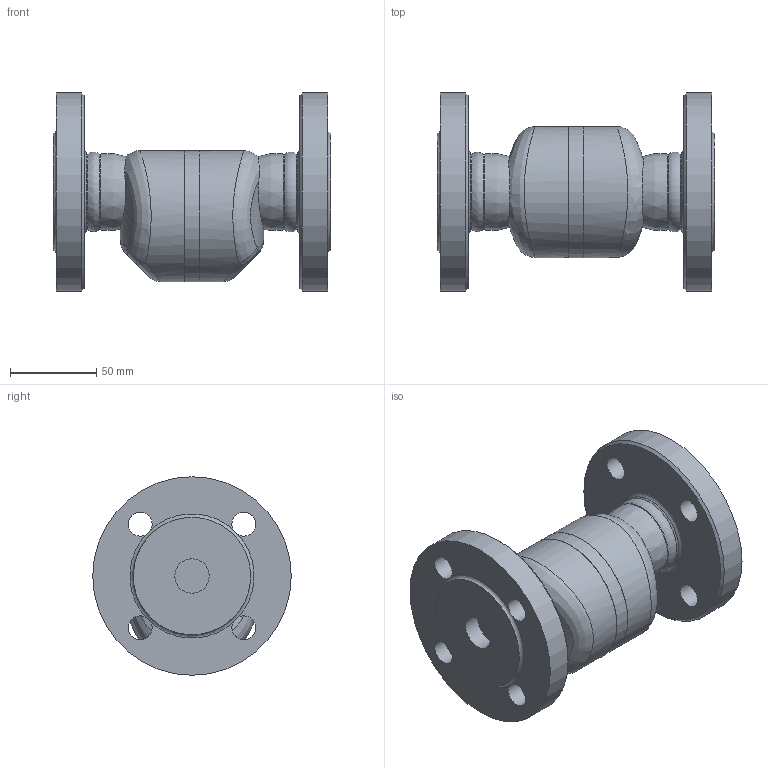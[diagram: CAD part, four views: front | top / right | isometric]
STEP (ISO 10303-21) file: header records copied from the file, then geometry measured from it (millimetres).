
FILE_DESCRIPTION((''),'2;1');
FILE_NAME('ss3n0-025-e0025-00.stp','2009-12-22T13:20:32',('nakaot'),(''),'Autodesk Inventor 2008','Autodesk Inventor 2008','');
FILE_SCHEMA(('AUTOMOTIVE_DESIGN { 1 0 10303 214 1 1 1 1 }'));
Length unit declared in the file: millimetre
Products named in the file (1): ss3n0-025-e0025-00
Bounding box: 161 x 115 x 115 mm (x, y, z)
Volume: 723827 mm3; surface area: 89586.9 mm2
Topology: 5 solids, 5 shells, 74 faces, 168 edges, 104 vertices
Faces by surface type: bspline 44, cylinder 16, plane 8, cone 5, torus 1
Full cylindrical faces by diameter (mm): 14 x4, 20 x1, 44 x1, 60 x2, 76 x2, 115 x1
Entity records: 5352 total; most frequent: CARTESIAN_POINT 4039, ORIENTED_EDGE 246, DIRECTION 212, EDGE_CURVE 123, EDGE_LOOP 123, AXIS2_PLACEMENT_3D 106, VERTEX_POINT 90, FACE_OUTER_BOUND 74
